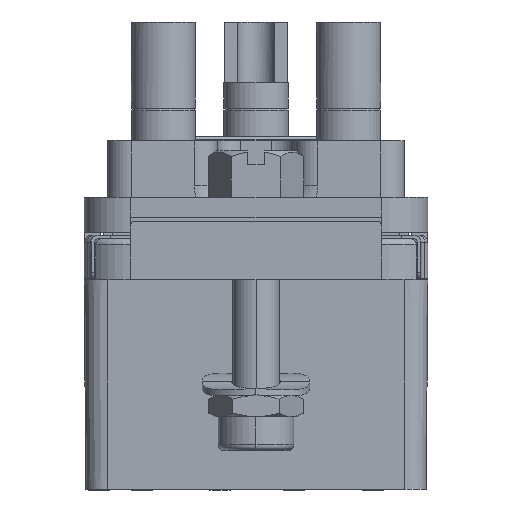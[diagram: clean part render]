
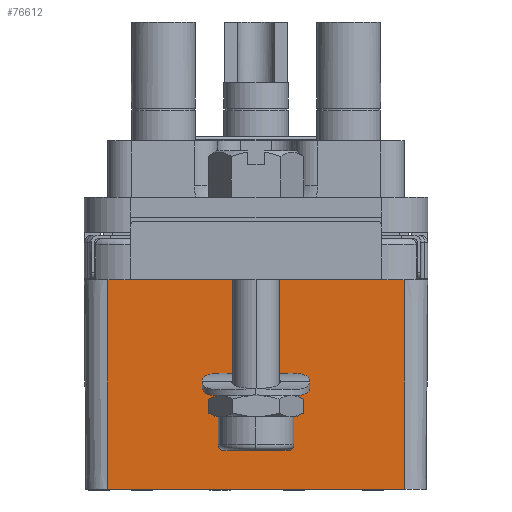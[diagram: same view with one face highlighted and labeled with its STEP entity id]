
A CAD part, left-side view. The second image highlights one B-rep face of the part: STEP entity #76612.
In plain terms, the highlighted planar face has unit normal (-1, 0, -0.009).
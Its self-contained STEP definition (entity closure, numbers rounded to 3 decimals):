
#3813=DIRECTION('',(0.,-1.,0.));
#3814=VECTOR('',#3813,25.5);
#3815=CARTESIAN_POINT('',(-19.5,12.75,-7.05));
#3816=LINE('',#3815,#3814);
#3884=DIRECTION('',(0.009,0.,-1.));
#3885=VECTOR('',#3884,18.001);
#3886=CARTESIAN_POINT('',(-19.5,-12.75,-7.05));
#3887=LINE('',#3886,#3885);
#3912=DIRECTION('',(0.009,0.,-1.));
#3913=VECTOR('',#3912,18.001);
#3914=CARTESIAN_POINT('',(-19.5,12.75,-7.05));
#3915=LINE('',#3914,#3913);
#3921=DIRECTION('',(0.,-1.,0.));
#3922=VECTOR('',#3921,25.5);
#3923=CARTESIAN_POINT('',(-19.343,12.75,-25.05));
#3924=LINE('',#3923,#3922);
#63955=CARTESIAN_POINT('',(-19.343,12.75,-25.05));
#63957=VERTEX_POINT('',#63955);
#63958=CARTESIAN_POINT('',(-19.343,-12.75,-25.05));
#63959=VERTEX_POINT('',#63958);
#63971=CARTESIAN_POINT('',(-19.5,12.75,-7.05));
#63973=VERTEX_POINT('',#63971);
#63974=CARTESIAN_POINT('',(-19.5,-12.75,-7.05));
#63975=VERTEX_POINT('',#63974);
#76600=CARTESIAN_POINT('',(-19.5,12.75,-7.05));
#76601=DIRECTION('',(-1.,0.,-0.009));
#76602=DIRECTION('',(0.,-1.,0.));
#76603=AXIS2_PLACEMENT_3D('',#76600,#76601,#76602);
#76604=PLANE('',#76603);
#76605=ORIENTED_EDGE('',*,*,#76468,.T.);
#76606=ORIENTED_EDGE('',*,*,#76510,.T.);
#76608=ORIENTED_EDGE('',*,*,#76607,.F.);
#76609=ORIENTED_EDGE('',*,*,#76593,.F.);
#76610=EDGE_LOOP('',(#76605,#76606,#76608,#76609));
#76611=FACE_OUTER_BOUND('',#76610,.F.);
#76612=ADVANCED_FACE('',(#76611),#76604,.T.);
#76468=EDGE_CURVE('',#63973,#63975,#3816,.T.);
#76510=EDGE_CURVE('',#63975,#63959,#3887,.T.);
#76593=EDGE_CURVE('',#63973,#63957,#3915,.T.);
#76607=EDGE_CURVE('',#63957,#63959,#3924,.T.);
